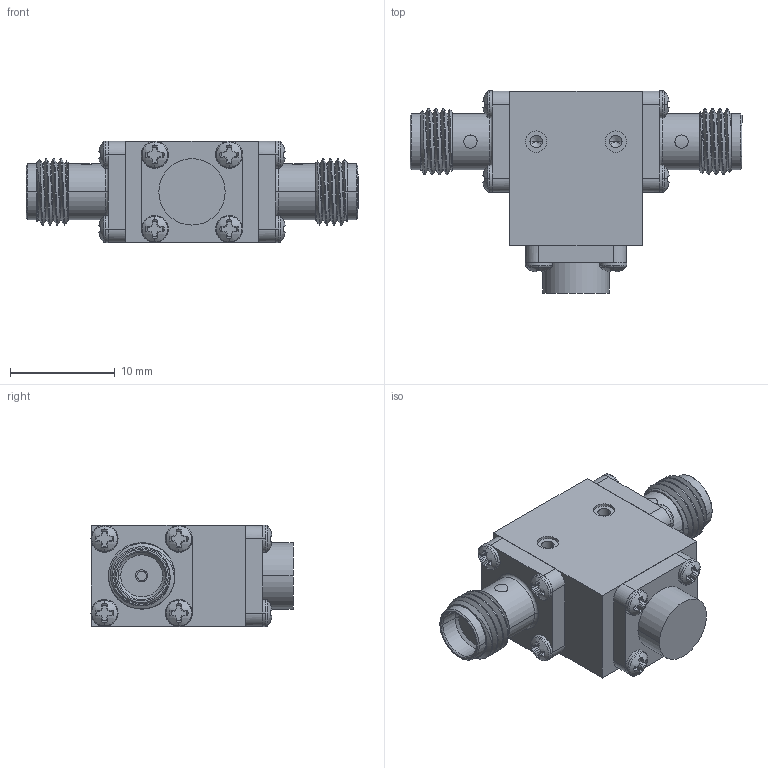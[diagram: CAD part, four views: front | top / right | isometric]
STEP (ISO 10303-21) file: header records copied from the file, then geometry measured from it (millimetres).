
FILE_DESCRIPTION (( 'STEP AP203' ), '1' );
FILE_NAME ('PE8328.step', '2019-05-09T23:46:54', ( '' ), ( '' ), 'SwSTEP 2.0', 'SolidWorks 2018', '' );
FILE_SCHEMA (( 'CONFIG_CONTROL_DESIGN' ));
Length unit declared in the file: inch
Products named in the file (1): PE8328
Bounding box: 31.75 x 19.33 x 9.73 mm (x, y, z)
Volume: 2633.6 mm3; surface area: 2363.4 mm2
Topology: 4 solids, 4 shells, 760 faces, 2021 edges, 1320 vertices
Faces by surface type: plane 401, bspline 139, cylinder 124, cone 92, torus 4
Entity records: 30948 total; most frequent: CARTESIAN_POINT 13329, ORIENTED_EDGE 4026, DIRECTION 3065, EDGE_CURVE 2013, VERTEX_POINT 1320, AXIS2_PLACEMENT_3D 1050, LINE 965, VECTOR 965
